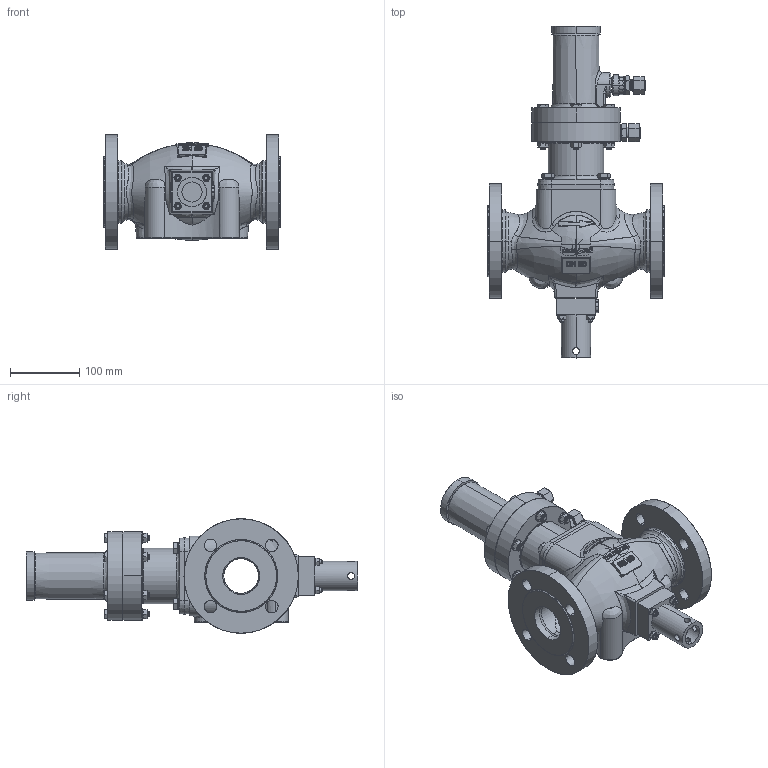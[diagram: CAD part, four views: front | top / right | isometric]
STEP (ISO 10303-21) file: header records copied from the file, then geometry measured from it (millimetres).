
FILE_DESCRIPTION (( 'STEP AP214' ), '1' );
FILE_NAME ('MB_HON720_DN_50_PN_40_K5.STEP', '2017-03-17T16:13:08', ( '' ), ( '' ), 'SwSTEP 2.0', 'SolidWorks 2015', '' );
FILE_SCHEMA (( 'AUTOMOTIVE_DESIGN' ));
Length unit declared in the file: millimetre
Products named in the file (1): MB_HON720_DN_50_PN_40_K5
Bounding box: 254 x 478.88 x 165 mm (x, y, z)
Surface area: 374783.9 mm2 (no closed solid volume)
Topology: 0 solids, 890 shells, 1095 faces, 4942 edges, 4728 vertices
Faces by surface type: plane 372, bspline 288, cylinder 230, cone 205
Entity records: 123699 total; most frequent: CARTESIAN_POINT 89486, ORIENTED_EDGE 5406, DIRECTION 5293, EDGE_CURVE 4926, VERTEX_POINT 4728, B_SPLINE_CURVE_WITH_KNOTS 2251, AXIS2_PLACEMENT_3D 1827, LINE 1639
